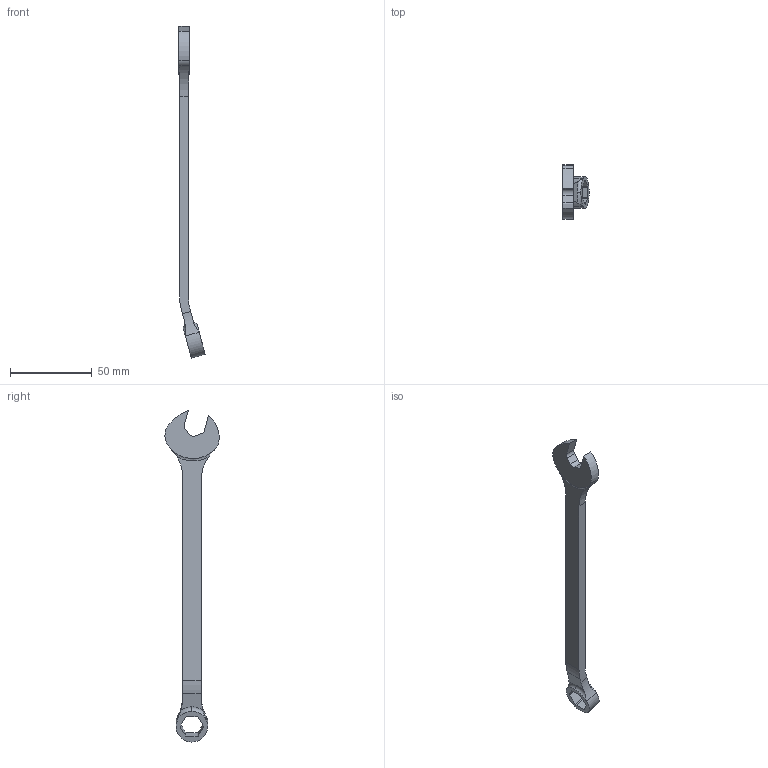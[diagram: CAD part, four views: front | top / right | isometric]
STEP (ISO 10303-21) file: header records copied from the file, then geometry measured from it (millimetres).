
FILE_DESCRIPTION (( 'STEP AP203' ), '1' );
FILE_NAME ('56945A24_Combination Wrench.STEP', '2022-09-01T20:39:34', ( 'Administrator' ), ( 'Managed by Terraform' ), 'SwSTEP 2.0', 'SolidWorks 2017', '' );
FILE_SCHEMA (( 'CONFIG_CONTROL_DESIGN' ));
Length unit declared in the file: inch
Products named in the file (1): 56945A24_Combination Wrench
Bounding box: 16.03 x 33.13 x 203.2 mm (x, y, z)
Volume: 14970.9 mm3; surface area: 8289 mm2
Topology: 1 solids, 1 shells, 49 faces, 137 edges, 90 vertices
Faces by surface type: cylinder 22, plane 20, torus 7
Entity records: 1739 total; most frequent: CARTESIAN_POINT 351, DIRECTION 290, ORIENTED_EDGE 274, EDGE_CURVE 137, AXIS2_PLACEMENT_3D 113, VERTEX_POINT 90, LINE 64, VECTOR 64
